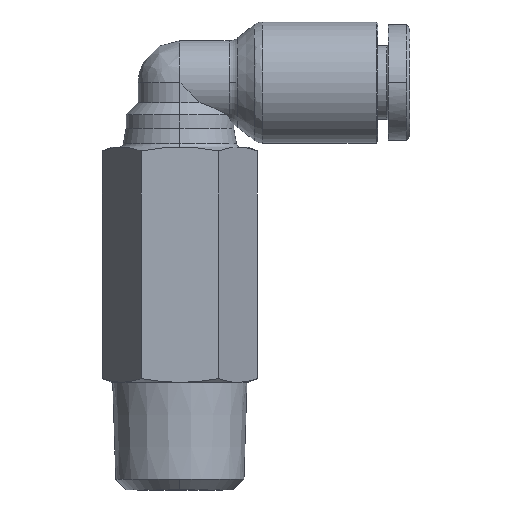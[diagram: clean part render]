
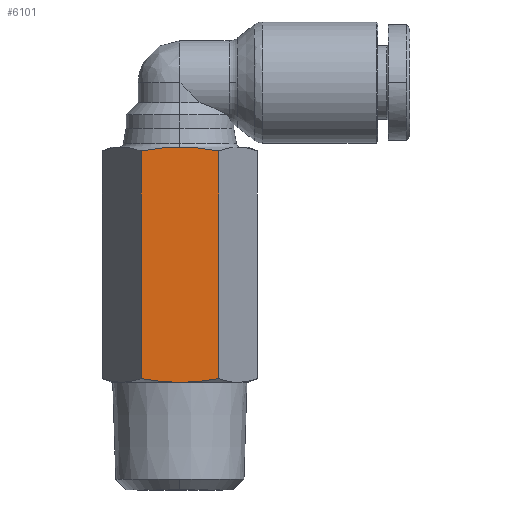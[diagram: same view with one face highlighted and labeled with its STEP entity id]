
A CAD part, front view. The second image highlights one B-rep face of the part: STEP entity #6101.
In plain terms, the highlighted planar face has unit normal (0, -1, 0).
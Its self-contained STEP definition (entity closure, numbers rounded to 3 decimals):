
#188 = DIRECTION ( 'NONE',  ( 0., 0., -1. ) ) ;
#390 = B_SPLINE_CURVE_WITH_KNOTS ( 'NONE', 3,
 ( #12112, #2658, #3947, #6371 ),
 .UNSPECIFIED., .F., .F.,
 ( 4, 4 ),
 ( 0., 0.003 ),
 .UNSPECIFIED. ) ;
#556 = VERTEX_POINT ( 'NONE', #1584 ) ;
#686 = CARTESIAN_POINT ( 'NONE',  ( -2.413, -5., -5.082 ) ) ;
#692 = CARTESIAN_POINT ( 'NONE',  ( -5.3, -5., -4.8 ) ) ;
#1148 = VERTEX_POINT ( 'NONE', #1671 ) ;
#1359 = CARTESIAN_POINT ( 'NONE',  ( -2.413, -5., -22.3 ) ) ;
#1556 = EDGE_CURVE ( 'NONE', #556, #12930, #8771, .T. ) ;
#1584 = CARTESIAN_POINT ( 'NONE',  ( -8.187, -5., -22.018 ) ) ;
#1671 = CARTESIAN_POINT ( 'NONE',  ( -5.3, -5., -22.3 ) ) ;
#1856 = ORIENTED_EDGE ( 'NONE', *, *, #7722, .F. ) ;
#1870 = LINE ( 'NONE', #1359, #13419 ) ;
#1900 = CARTESIAN_POINT ( 'NONE',  ( -3.368, -5., -4.908 ) ) ;
#2658 = CARTESIAN_POINT ( 'NONE',  ( -6.271, -5., -4.8 ) ) ;
#2950 = DIRECTION ( 'NONE',  ( 0., -1., 0. ) ) ;
#3333 = EDGE_CURVE ( 'NONE', #15131, #11853, #9906, .T. ) ;
#3947 = CARTESIAN_POINT ( 'NONE',  ( -7.232, -5., -4.908 ) ) ;
#4152 = EDGE_CURVE ( 'NONE', #15131, #4670, #1870, .T. ) ;
#4413 = CARTESIAN_POINT ( 'NONE',  ( -8.187, -5., -5.082 ) ) ;
#4670 = VERTEX_POINT ( 'NONE', #11410 ) ;
#5178 = CARTESIAN_POINT ( 'NONE',  ( -6.271, -5., -22.3 ) ) ;
#5239 = CARTESIAN_POINT ( 'NONE',  ( -7.232, -5., -22.192 ) ) ;
#5246 = ORIENTED_EDGE ( 'NONE', *, *, #1556, .F. ) ;
#5334 = CARTESIAN_POINT ( 'NONE',  ( -5.3, -5., -22.3 ) ) ;
#5693 = CARTESIAN_POINT ( 'NONE',  ( -4.329, -5., -22.3 ) ) ;
#5704 = CARTESIAN_POINT ( 'NONE',  ( -5.3, -5., -4.8 ) ) ;
#5751 = PLANE ( 'NONE',  #11011 ) ;
#6101 = ADVANCED_FACE ( 'NONE', ( #10006 ), #5751, .T. ) ;
#6116 = DIRECTION ( 'NONE',  ( 0., 0., 1. ) ) ;
#6179 = CARTESIAN_POINT ( 'NONE',  ( -8.187, -5., -22.3 ) ) ;
#6371 = CARTESIAN_POINT ( 'NONE',  ( -8.187, -5., -5.082 ) ) ;
#7722 = EDGE_CURVE ( 'NONE', #4670, #1148, #9054, .T. ) ;
#7809 = DIRECTION ( 'NONE',  ( 0., 0., -1. ) ) ;
#8771 = LINE ( 'NONE', #6179, #9135 ) ;
#9054 = B_SPLINE_CURVE_WITH_KNOTS ( 'NONE', 3,
 ( #11447, #10320, #5693, #13901 ),
 .UNSPECIFIED., .F., .F.,
 ( 4, 4 ),
 ( 0., 0.003 ),
 .UNSPECIFIED. ) ;
#9135 = VECTOR ( 'NONE', #6116, 1000. ) ;
#9906 = B_SPLINE_CURVE_WITH_KNOTS ( 'NONE', 3,
 ( #12760, #1900, #11531, #692 ),
 .UNSPECIFIED., .F., .F.,
 ( 4, 4 ),
 ( 0., 0.003 ),
 .UNSPECIFIED. ) ;
#10006 = FACE_OUTER_BOUND ( 'NONE', #11521, .T. ) ;
#10320 = CARTESIAN_POINT ( 'NONE',  ( -3.368, -5., -22.192 ) ) ;
#10912 = EDGE_CURVE ( 'NONE', #1148, #556, #14690, .T. ) ;
#11011 = AXIS2_PLACEMENT_3D ( 'NONE', #11606, #2950, #7809 ) ;
#11410 = CARTESIAN_POINT ( 'NONE',  ( -2.413, -5., -22.018 ) ) ;
#11447 = CARTESIAN_POINT ( 'NONE',  ( -2.413, -5., -22.018 ) ) ;
#11461 = EDGE_CURVE ( 'NONE', #11853, #12930, #390, .T. ) ;
#11521 = EDGE_LOOP ( 'NONE', ( #12994, #5246, #14202, #1856, #13350, #12054 ) ) ;
#11531 = CARTESIAN_POINT ( 'NONE',  ( -4.329, -5., -4.8 ) ) ;
#11606 = CARTESIAN_POINT ( 'NONE',  ( -2.413, -5., -22.3 ) ) ;
#11853 = VERTEX_POINT ( 'NONE', #5704 ) ;
#12054 = ORIENTED_EDGE ( 'NONE', *, *, #3333, .T. ) ;
#12112 = CARTESIAN_POINT ( 'NONE',  ( -5.3, -5., -4.8 ) ) ;
#12760 = CARTESIAN_POINT ( 'NONE',  ( -2.413, -5., -5.082 ) ) ;
#12930 = VERTEX_POINT ( 'NONE', #4413 ) ;
#12994 = ORIENTED_EDGE ( 'NONE', *, *, #11461, .T. ) ;
#13350 = ORIENTED_EDGE ( 'NONE', *, *, #4152, .F. ) ;
#13419 = VECTOR ( 'NONE', #188, 1000. ) ;
#13497 = CARTESIAN_POINT ( 'NONE',  ( -8.187, -5., -22.018 ) ) ;
#13901 = CARTESIAN_POINT ( 'NONE',  ( -5.3, -5., -22.3 ) ) ;
#14202 = ORIENTED_EDGE ( 'NONE', *, *, #10912, .F. ) ;
#14690 = B_SPLINE_CURVE_WITH_KNOTS ( 'NONE', 3,
 ( #5334, #5178, #5239, #13497 ),
 .UNSPECIFIED., .F., .F.,
 ( 4, 4 ),
 ( 0., 0.003 ),
 .UNSPECIFIED. ) ;
#15131 = VERTEX_POINT ( 'NONE', #686 ) ;
